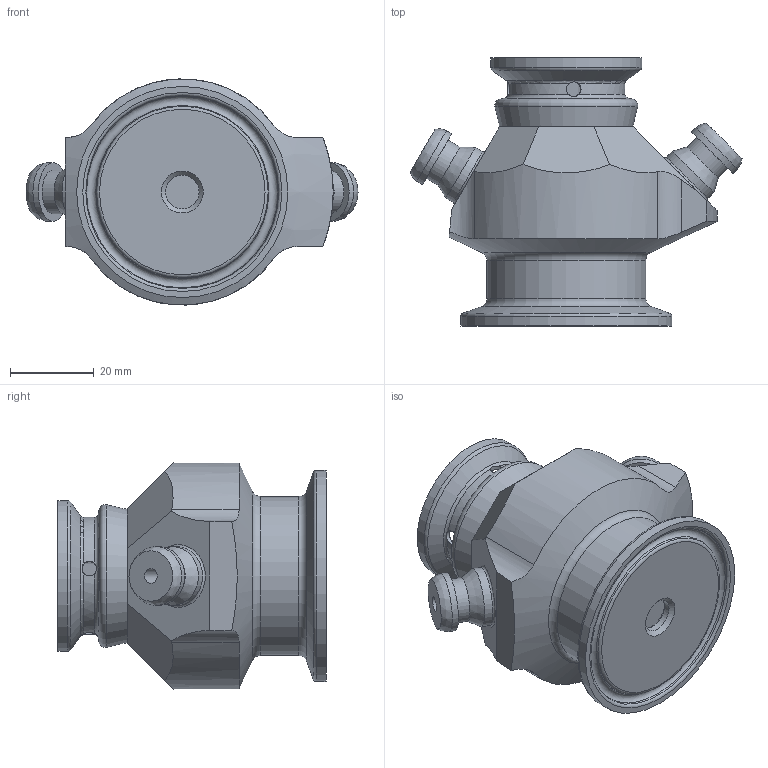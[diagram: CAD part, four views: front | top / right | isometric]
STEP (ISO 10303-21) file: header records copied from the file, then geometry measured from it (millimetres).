
FILE_DESCRIPTION(/* description */ (''),/* implementation_level */ '2;1');
FILE_NAME(/* name */ '890021.stp',/* time_stamp */ '2017-10-10T09:03:37+02:00',/* author */ ('sgs'),/* organization */ (''),/* preprocessor_version */ 'ST-DEVELOPER v16.5',/* originating_system */ 'Autodesk Inventor 2017',/* authorisation */ '');
FILE_SCHEMA (('AUTOMOTIVE_DESIGN { 1 0 10303 214 3 1 1 }'));
Length unit declared in the file: millimetre
Products named in the file (1): 890021
Bounding box: 79.24 x 64 x 53.96 mm (x, y, z)
Volume: 91055 mm3; surface area: 18718.3 mm2
Topology: 1 solids, 3 shells, 89 faces, 214 edges, 135 vertices
Faces by surface type: cylinder 35, plane 24, cone 14, torus 14, bspline 2
Full cylindrical faces by diameter (mm): 3.5 x5, 8 x1, 9 x1, 10.5 x2, 14 x4, 26 x1, 28.7 x2, 29 x2, 30 x1, 36 x1, 38 x1, 50.4 x1
Entity records: 2908 total; most frequent: CARTESIAN_POINT 998, DIRECTION 381, ORIENTED_EDGE 296, AXIS2_PLACEMENT_3D 176, EDGE_LOOP 156, EDGE_CURVE 148, VERTEX_POINT 120, FACE_OUTER_BOUND 89
